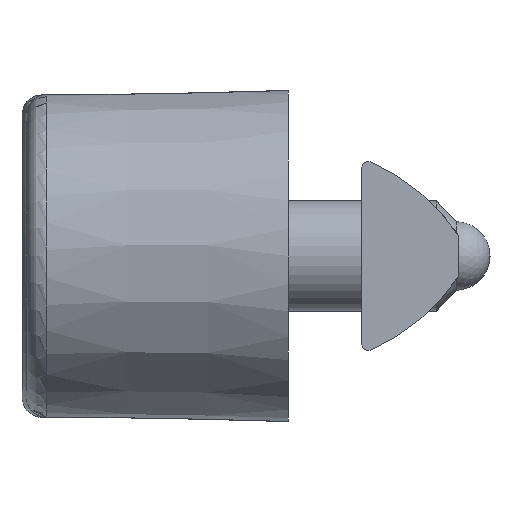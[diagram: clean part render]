
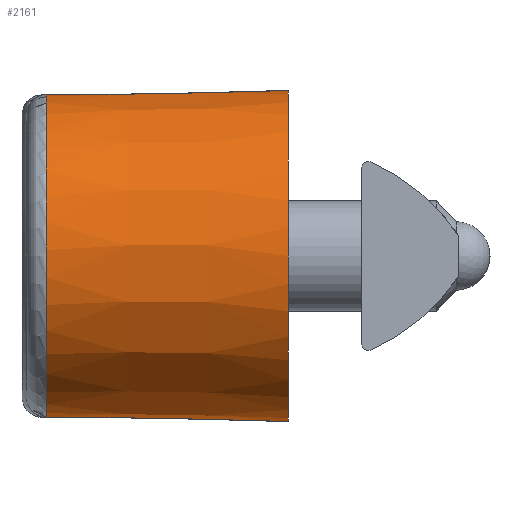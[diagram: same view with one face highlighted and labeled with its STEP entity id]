
A CAD part, left-side view. The second image highlights one B-rep face of the part: STEP entity #2161.
In plain terms, the highlighted conical face has half-angle 1 degrees and reference radius 12 mm.
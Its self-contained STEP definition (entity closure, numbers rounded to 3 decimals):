
#37=ELLIPSE('',#2415,9264.969,24.935);
#38=ELLIPSE('',#2417,9264.969,24.935);
#40=CONICAL_SURFACE('',#2413,12.,0.017);
#144=B_SPLINE_CURVE_WITH_KNOTS('',3,(#3500,#3501,#3502,#3503),
 .UNSPECIFIED.,.F.,.F.,(4,4),(0.,0.),
 .UNSPECIFIED.);
#145=B_SPLINE_CURVE_WITH_KNOTS('',3,(#3507,#3508,#3509,#3510),
 .UNSPECIFIED.,.F.,.F.,(4,4),(0.,0.),
 .UNSPECIFIED.);
#515=ORIENTED_EDGE('',*,*,#1069,.F.);
#516=ORIENTED_EDGE('',*,*,#1070,.F.);
#517=ORIENTED_EDGE('',*,*,#1071,.F.);
#518=ORIENTED_EDGE('',*,*,#1072,.F.);
#519=ORIENTED_EDGE('',*,*,#1073,.F.);
#520=ORIENTED_EDGE('',*,*,#1074,.F.);
#521=ORIENTED_EDGE('',*,*,#1067,.T.);
#1067=EDGE_CURVE('',#1350,#1349,#1545,.T.);
#1069=EDGE_CURVE('',#1351,#1351,#1546,.T.);
#1070=EDGE_CURVE('',#1352,#1349,#37,.T.);
#1071=EDGE_CURVE('',#1353,#1352,#144,.T.);
#1072=EDGE_CURVE('',#1354,#1353,#1547,.T.);
#1073=EDGE_CURVE('',#1355,#1354,#145,.T.);
#1074=EDGE_CURVE('',#1350,#1355,#38,.T.);
#1349=VERTEX_POINT('',#3491);
#1350=VERTEX_POINT('',#3493);
#1351=VERTEX_POINT('',#3497);
#1352=VERTEX_POINT('',#3499);
#1353=VERTEX_POINT('',#3504);
#1354=VERTEX_POINT('',#3506);
#1355=VERTEX_POINT('',#3511);
#1545=CIRCLE('',#2412,12.);
#1546=CIRCLE('',#2414,11.694);
#1547=CIRCLE('',#2416,11.703);
#1673=EDGE_LOOP('',(#515));
#1674=EDGE_LOOP('',(#516,#517,#518,#519,#520,#521));
#1883=FACE_BOUND('',#1673,.T.);
#1884=FACE_BOUND('',#1674,.T.);
#2161=ADVANCED_FACE('',(#1883,#1884),#40,.T.);
#2412=AXIS2_PLACEMENT_3D('',#3492,#2755,#2756);
#2413=AXIS2_PLACEMENT_3D('',#3495,#2758,#2759);
#2414=AXIS2_PLACEMENT_3D('',#3496,#2760,#2761);
#2415=AXIS2_PLACEMENT_3D('',#3498,#2762,#2763);
#2416=AXIS2_PLACEMENT_3D('',#3505,#2764,#2765);
#2417=AXIS2_PLACEMENT_3D('',#3512,#2766,#2767);
#2755=DIRECTION('',(0.,1.,0.));
#2756=DIRECTION('',(0.,0.,1.));
#2758=DIRECTION('',(0.,-1.,0.));
#2759=DIRECTION('',(0.,0.,-1.));
#2760=DIRECTION('',(0.,1.,0.));
#2761=DIRECTION('',(0.,0.,1.));
#2762=DIRECTION('',(1.,-0.018,0.));
#2763=DIRECTION('',(-0.018,-1.,0.));
#2764=DIRECTION('',(0.,-1.,0.));
#2765=DIRECTION('',(0.,0.,-1.));
#2766=DIRECTION('',(-1.,-0.018,0.));
#2767=DIRECTION('',(0.018,-1.,0.));
#3491=CARTESIAN_POINT('',(-8.297,-19.,8.67));
#3492=CARTESIAN_POINT('',(0.,-19.,0.));
#3493=CARTESIAN_POINT('',(8.297,-19.,8.67));
#3495=CARTESIAN_POINT('',(0.,-19.,0.));
#3496=CARTESIAN_POINT('',(0.,-1.474,0.));
#3497=CARTESIAN_POINT('',(0.,-1.474,11.694));
#3498=CARTESIAN_POINT('',(-161.7,-8704.555,0.));
#3499=CARTESIAN_POINT('',(-8.,-2.196,8.547));
#3500=CARTESIAN_POINT('',(-7.8,-2.,8.725));
#3501=CARTESIAN_POINT('',(-7.892,-2.,8.643));
#3502=CARTESIAN_POINT('',(-7.998,-2.073,8.546));
#3503=CARTESIAN_POINT('',(-8.,-2.196,8.547));
#3504=CARTESIAN_POINT('',(-7.8,-2.,8.725));
#3505=CARTESIAN_POINT('',(0.,-2.,0.));
#3506=CARTESIAN_POINT('',(7.8,-2.,8.725));
#3507=CARTESIAN_POINT('',(8.,-2.196,8.547));
#3508=CARTESIAN_POINT('',(7.998,-2.073,8.546));
#3509=CARTESIAN_POINT('',(7.892,-2.,8.643));
#3510=CARTESIAN_POINT('',(7.8,-2.,8.725));
#3511=CARTESIAN_POINT('',(8.,-2.196,8.547));
#3512=CARTESIAN_POINT('',(161.7,-8704.555,0.));
